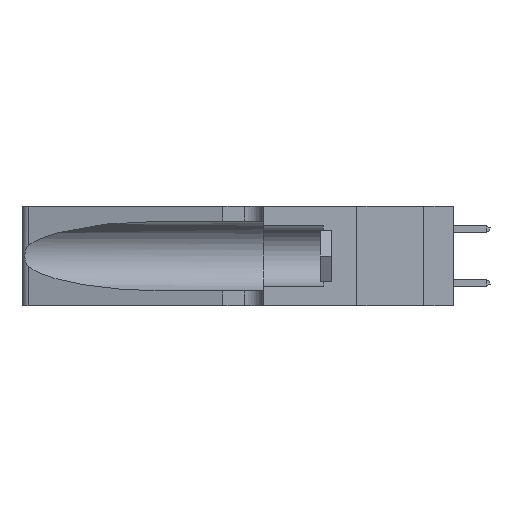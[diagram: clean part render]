
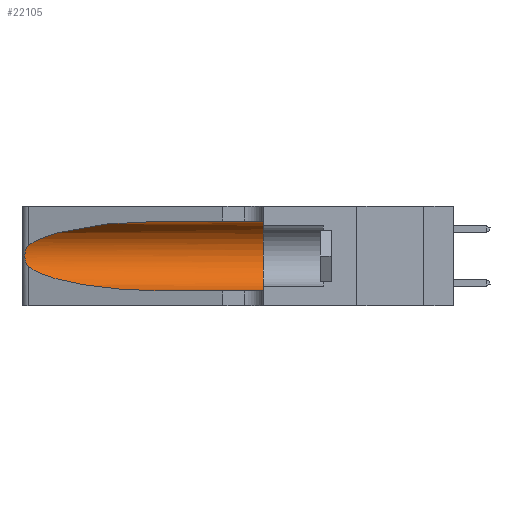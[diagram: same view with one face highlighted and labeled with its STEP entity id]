
A CAD part, left-side view. The second image highlights one B-rep face of the part: STEP entity #22105.
In plain terms, the highlighted cylindrical face has radius 3.308 mm (diameter 6.617 mm), a partial arc.
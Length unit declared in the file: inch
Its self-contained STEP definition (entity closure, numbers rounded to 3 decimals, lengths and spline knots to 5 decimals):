
#665 = CARTESIAN_POINT ( 'NONE',  ( 0.25789, 1.23486, 0.15765 ) ) ;
#1398 = EDGE_CURVE ( 'NONE', #13804, #16824, #27024, .T. ) ;
#1828 = B_SPLINE_CURVE_WITH_KNOTS ( 'NONE', 3,
 ( #18486, #13346, #23451, #8349, #25935, #10898, #28418, #13451, #30930, #16011, #665, #18607, #3289, #21080 ),
 .UNSPECIFIED., .F., .F.,
 ( 4, 2, 2, 2, 2, 2, 4 ),
 ( 0., 0.00027, 0.00053, 0.00107, 0.0016, 0.00187, 0.00214 ),
 .UNSPECIFIED. ) ;
#2051 = DIRECTION ( 'NONE',  ( 0., 0., 1. ) ) ;
#2653 = CARTESIAN_POINT ( 'NONE',  ( 0.1305, 0.35, 0.05475 ) ) ;
#3226 = VECTOR ( 'NONE', #22977, 39.37008 ) ;
#3289 = CARTESIAN_POINT ( 'NONE',  ( 0.25555, 1.22993, 0.14849 ) ) ;
#3367 = EDGE_CURVE ( 'NONE', #13838, #13804, #31133, .T. ) ;
#3835 = ORIENTED_EDGE ( 'NONE', *, *, #18135, .T. ) ;
#4144 = CYLINDRICAL_SURFACE ( 'NONE', #21896, 0.13025 ) ;
#4753 = CARTESIAN_POINT ( 'NONE',  ( 0.1305, 0.35, 0.31525 ) ) ;
#4967 = FACE_OUTER_BOUND ( 'NONE', #27314, .T. ) ;
#5083 = CARTESIAN_POINT ( 'NONE',  ( 0.1305, 0.72297, 0.31525 ) ) ;
#6739 = CARTESIAN_POINT ( 'NONE',  ( 0.25487, 1.22718, 0.22369 ) ) ;
#7071 = VERTEX_POINT ( 'NONE', #4753 ) ;
#7491 = AXIS2_PLACEMENT_3D ( 'NONE', #32209, #17367, #2051 ) ;
#8349 = CARTESIAN_POINT ( 'NONE',  ( 0.25787, 1.23484, 0.2124 ) ) ;
#8824 = CIRCLE ( 'NONE', #7491, 0.13025 ) ;
#10034 = LINE ( 'NONE', #15431, #3226 ) ;
#10188 = CARTESIAN_POINT ( 'NONE',  ( 0.2373, 1.15595, 0.28018 ) ) ;
#10872 = EDGE_CURVE ( 'NONE', #7071, #16824, #8824, .T. ) ;
#10898 = CARTESIAN_POINT ( 'NONE',  ( 0.26018, 1.23835, 0.19895 ) ) ;
#11843 = ORIENTED_EDGE ( 'NONE', *, *, #10872, .F. ) ;
#12234 = ORIENTED_EDGE ( 'NONE', *, *, #15580, .T. ) ;
#13346 = CARTESIAN_POINT ( 'NONE',  ( 0.25555, 1.22994, 0.2215 ) ) ;
#13451 = CARTESIAN_POINT ( 'NONE',  ( 0.26075, 1.23896, 0.178 ) ) ;
#13488 = CARTESIAN_POINT ( 'NONE',  ( 0.25487, 1.22718, 0.14631 ) ) ;
#13716 = VECTOR ( 'NONE', #21117, 39.37008 ) ;
#13804 = VERTEX_POINT ( 'NONE', #26697 ) ;
#13838 = VERTEX_POINT ( 'NONE', #21935 ) ;
#14235 = ORIENTED_EDGE ( 'NONE', *, *, #24155, .F. ) ;
#15431 = CARTESIAN_POINT ( 'NONE',  ( 0.1305, 1.61858, 0.31525 ) ) ;
#15580 = EDGE_CURVE ( 'NONE', #29517, #13838, #1828, .T. ) ;
#16011 = CARTESIAN_POINT ( 'NONE',  ( 0.25856, 1.23593, 0.16098 ) ) ;
#16824 = VERTEX_POINT ( 'NONE', #2653 ) ;
#17003 = ORIENTED_EDGE ( 'NONE', *, *, #1398, .T. ) ;
#17222 = CARTESIAN_POINT ( 'NONE',  ( 0.1305, 1.61858, 0.185 ) ) ;
#17367 = DIRECTION ( 'NONE',  ( 0., 1., 0. ) ) ;
#17775 = CARTESIAN_POINT ( 'NONE',  ( 0.18966, 0.96281, 0.31525 ) ) ;
#18135 = EDGE_CURVE ( 'NONE', #30743, #29517, #28730, .T. ) ;
#18486 = CARTESIAN_POINT ( 'NONE',  ( 0.25487, 1.22718, 0.22369 ) ) ;
#18607 = CARTESIAN_POINT ( 'NONE',  ( 0.25639, 1.23186, 0.15144 ) ) ;
#19774 = DIRECTION ( 'NONE',  ( 0., -1., 0. ) ) ;
#21080 = CARTESIAN_POINT ( 'NONE',  ( 0.25487, 1.22718, 0.14631 ) ) ;
#21117 = DIRECTION ( 'NONE',  ( 0., -1., 0. ) ) ;
#21896 = AXIS2_PLACEMENT_3D ( 'NONE', #17222, #19774, #22150 ) ;
#21935 = CARTESIAN_POINT ( 'NONE',  ( 0.25487, 1.22718, 0.14631 ) ) ;
#22103 = ORIENTED_EDGE ( 'NONE', *, *, #3367, .T. ) ;
#22105 = ADVANCED_FACE ( 'NONE', ( #4967 ), #4144, .F. ) ;
#22150 = DIRECTION ( 'NONE',  ( 0., 0., -1. ) ) ;
#22977 = DIRECTION ( 'NONE',  ( 0., -1., 0. ) ) ;
#23451 = CARTESIAN_POINT ( 'NONE',  ( 0.25639, 1.23184, 0.21858 ) ) ;
#24155 = EDGE_CURVE ( 'NONE', #30743, #7071, #10034, .T. ) ;
#25935 = CARTESIAN_POINT ( 'NONE',  ( 0.25854, 1.2359, 0.20912 ) ) ;
#25976 = CARTESIAN_POINT ( 'NONE',  ( 0.18966, 0.96281, 0.05475 ) ) ;
#26697 = CARTESIAN_POINT ( 'NONE',  ( 0.1305, 0.72297, 0.05475 ) ) ;
#27024 = LINE ( 'NONE', #30962, #13716 ) ;
#27314 = EDGE_LOOP ( 'NONE', ( #3835, #12234, #22103, #17003, #11843, #14235 ) ) ;
#27729 = CARTESIAN_POINT ( 'NONE',  ( 0.25487, 1.22718, 0.22369 ) ) ;
#28418 = CARTESIAN_POINT ( 'NONE',  ( 0.26075, 1.23896, 0.19203 ) ) ;
#28458 = CARTESIAN_POINT ( 'NONE',  ( 0.2373, 1.15595, 0.08982 ) ) ;
#28730 =( BOUNDED_CURVE ( )  B_SPLINE_CURVE ( 3, ( #5083, #17775, #10188, #27729 ),
 .UNSPECIFIED., .F., .F. ) 
 B_SPLINE_CURVE_WITH_KNOTS ( ( 4, 4 ),
 ( 1.5708, 2.84003 ),
 .UNSPECIFIED. ) 
 CURVE ( )  GEOMETRIC_REPRESENTATION_ITEM ( )  RATIONAL_B_SPLINE_CURVE ( ( 1., 0.87, 0.87, 1. ) ) 
 REPRESENTATION_ITEM ( '' )  );
#29397 = CARTESIAN_POINT ( 'NONE',  ( 0.1305, 0.72297, 0.31525 ) ) ;
#29517 = VERTEX_POINT ( 'NONE', #6739 ) ;
#30743 = VERTEX_POINT ( 'NONE', #29397 ) ;
#30930 = CARTESIAN_POINT ( 'NONE',  ( 0.26017, 1.23833, 0.17102 ) ) ;
#30962 = CARTESIAN_POINT ( 'NONE',  ( 0.1305, 1.61858, 0.05475 ) ) ;
#30969 = CARTESIAN_POINT ( 'NONE',  ( 0.1305, 0.72297, 0.05475 ) ) ;
#31133 =( BOUNDED_CURVE ( )  B_SPLINE_CURVE ( 3, ( #13488, #28458, #25976, #30969 ),
 .UNSPECIFIED., .F., .F. ) 
 B_SPLINE_CURVE_WITH_KNOTS ( ( 4, 4 ),
 ( 3.44316, 4.71239 ),
 .UNSPECIFIED. ) 
 CURVE ( )  GEOMETRIC_REPRESENTATION_ITEM ( )  RATIONAL_B_SPLINE_CURVE ( ( 1., 0.87, 0.87, 1. ) ) 
 REPRESENTATION_ITEM ( '' )  );
#32209 = CARTESIAN_POINT ( 'NONE',  ( 0.1305, 0.35, 0.185 ) ) ;
